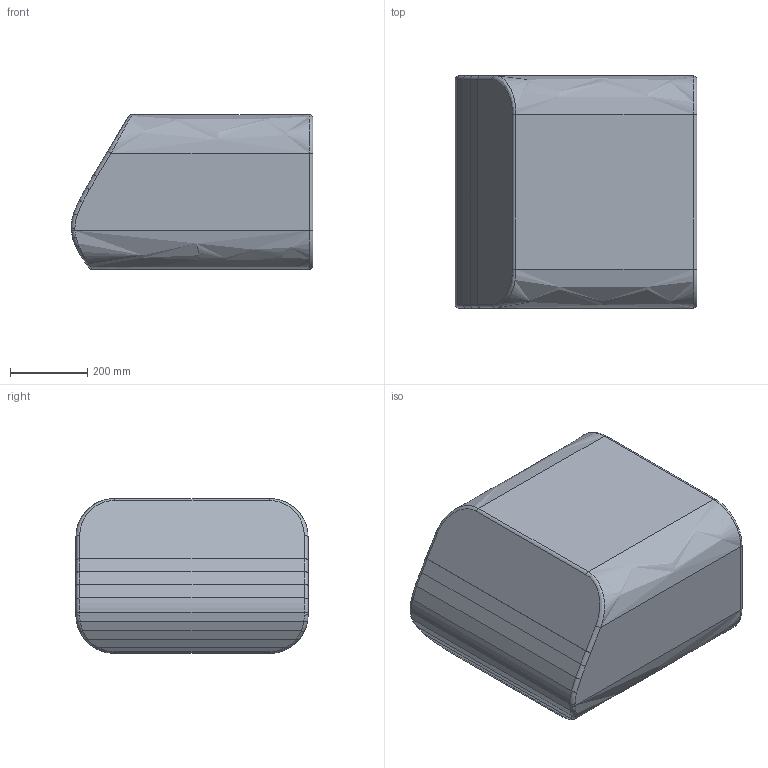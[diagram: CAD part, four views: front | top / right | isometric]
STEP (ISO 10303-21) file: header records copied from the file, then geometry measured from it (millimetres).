
FILE_DESCRIPTION(/* description */ (''),/* implementation_level */ '2;1');
FILE_NAME(/* name */ 'SF02-C_UAP_SHIFT_Bench_3D',/* time_stamp */ '2018-01-25T13:55:34-05:00',/* author */ (''),/* organization */ (''),/* preprocessor_version */ 'ST-DEVELOPER v15',/* originating_system */ '',/* authorisation */ '');
FILE_SCHEMA (('AUTOMOTIVE_DESIGN'));
Length unit declared in the file: millimetre
Products named in the file (1): Document
Bounding box: 625 x 600 x 400 mm (x, y, z)
Volume: 132504672.1 mm3; surface area: 1479195.7 mm2
Topology: 1 solids, 1 shells, 56 faces, 124 edges, 70 vertices
Faces by surface type: bspline 53, plane 3
Entity records: 1723 total; most frequent: CARTESIAN_POINT 1060, ORIENTED_EDGE 248, EDGE_CURVE 124, VERTEX_POINT 70, ADVANCED_FACE 56, FACE_OUTER_BOUND 56, EDGE_LOOP 56, B_SPLINE_CURVE_WITH_KNOTS 10
